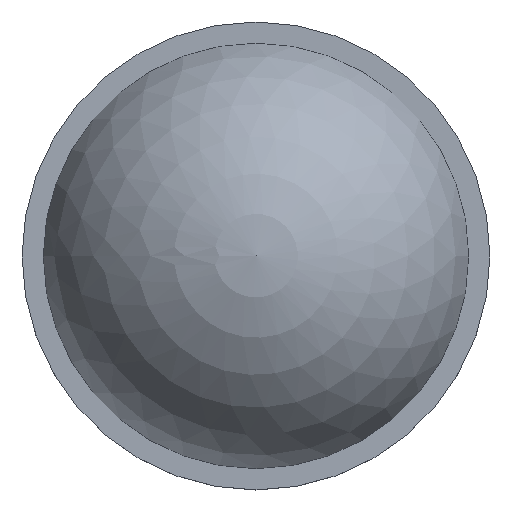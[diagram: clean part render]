
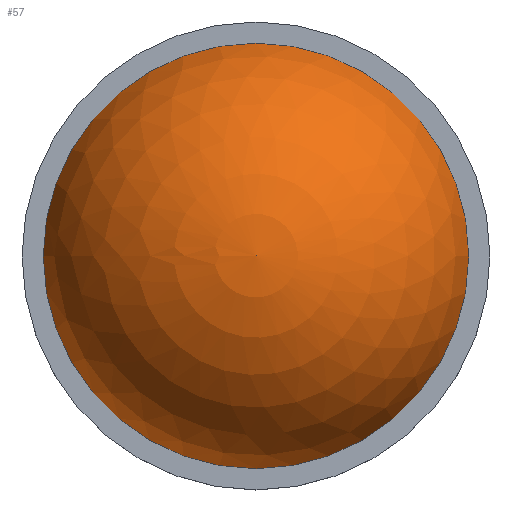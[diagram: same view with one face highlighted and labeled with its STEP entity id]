
A CAD part, top view. The second image highlights one B-rep face of the part: STEP entity #57.
In plain terms, the highlighted spherical face has radius 20.5 mm.
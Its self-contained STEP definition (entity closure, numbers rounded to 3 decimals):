
#15=SPHERICAL_SURFACE('',#78,20.5);
#23=FACE_OUTER_BOUND('',#28,.T.);
#28=EDGE_LOOP('',(#49,#50,#51));
#31=CIRCLE('',#77,20.);
#32=CIRCLE('',#79,20.5);
#35=VERTEX_POINT('',#108);
#36=VERTEX_POINT('',#111);
#40=EDGE_CURVE('',#35,#35,#31,.T.);
#41=EDGE_CURVE('',#36,#35,#32,.T.);
#49=ORIENTED_EDGE('',*,*,#40,.T.);
#50=ORIENTED_EDGE('',*,*,#41,.F.);
#51=ORIENTED_EDGE('',*,*,#41,.T.);
#57=ADVANCED_FACE('',(#23),#15,.T.);
#77=AXIS2_PLACEMENT_3D('',#109,#93,#94);
#78=AXIS2_PLACEMENT_3D('',#110,#95,#96);
#79=AXIS2_PLACEMENT_3D('',#112,#97,#98);
#93=DIRECTION('center_axis',(0.,0.,1.));
#94=DIRECTION('ref_axis',(1.,0.,0.));
#95=DIRECTION('center_axis',(0.,0.,1.));
#96=DIRECTION('ref_axis',(1.,0.,0.));
#97=DIRECTION('center_axis',(0.,-1.,0.));
#98=DIRECTION('ref_axis',(-1.,0.,0.));
#108=CARTESIAN_POINT('',(-20.,0.,3.));
#109=CARTESIAN_POINT('Origin',(0.,0.,3.));
#110=CARTESIAN_POINT('Origin',(0.,0.,-1.5));
#111=CARTESIAN_POINT('',(0.,0.,19.));
#112=CARTESIAN_POINT('Origin',(0.,0.,-1.5));
